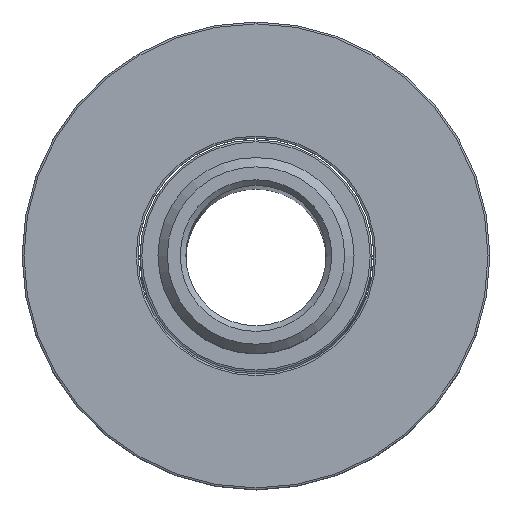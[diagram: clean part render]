
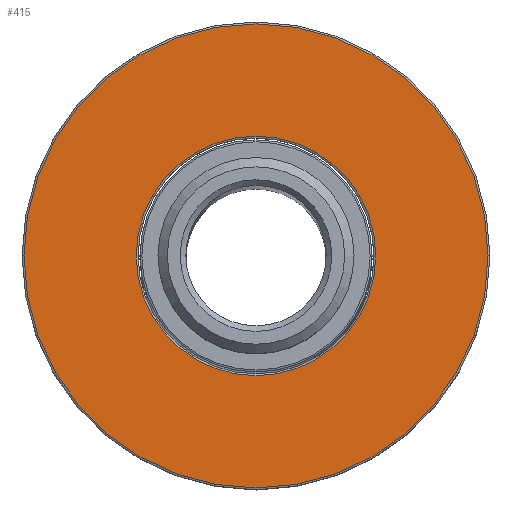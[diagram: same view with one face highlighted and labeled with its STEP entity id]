
A CAD part, top view. The second image highlights one B-rep face of the part: STEP entity #415.
In plain terms, the highlighted planar face has unit normal (0, 0, 1).
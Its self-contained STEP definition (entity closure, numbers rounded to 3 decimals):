
#45=PLANE('',#475);
#84=ORIENTED_EDGE('',*,*,#122,.T.);
#85=ORIENTED_EDGE('',*,*,#123,.T.);
#122=EDGE_CURVE('',#148,#148,#174,.T.);
#123=EDGE_CURVE('',#149,#149,#175,.F.);
#148=VERTEX_POINT('',#664);
#149=VERTEX_POINT('',#666);
#174=CIRCLE('',#476,12.8);
#175=CIRCLE('',#477,24.8);
#214=EDGE_LOOP('',(#84));
#215=EDGE_LOOP('',(#85));
#266=FACE_BOUND('',#214,.T.);
#267=FACE_BOUND('',#215,.T.);
#415=ADVANCED_FACE('',(#266,#267),#45,.F.);
#475=AXIS2_PLACEMENT_3D('',#662,#572,#573);
#476=AXIS2_PLACEMENT_3D('',#663,#574,#575);
#477=AXIS2_PLACEMENT_3D('',#665,#576,#577);
#572=DIRECTION('',(0.,0.,-1.));
#573=DIRECTION('',(-1.,0.,0.));
#574=DIRECTION('',(0.,0.,-1.));
#575=DIRECTION('',(-1.,0.,0.));
#576=DIRECTION('',(0.,0.,-1.));
#577=DIRECTION('',(-1.,0.,0.));
#662=CARTESIAN_POINT('',(0.,0.,0.));
#663=CARTESIAN_POINT('',(0.,0.,0.));
#664=CARTESIAN_POINT('',(-12.8,0.,0.));
#665=CARTESIAN_POINT('',(0.,0.,0.));
#666=CARTESIAN_POINT('',(-24.8,0.,0.));
